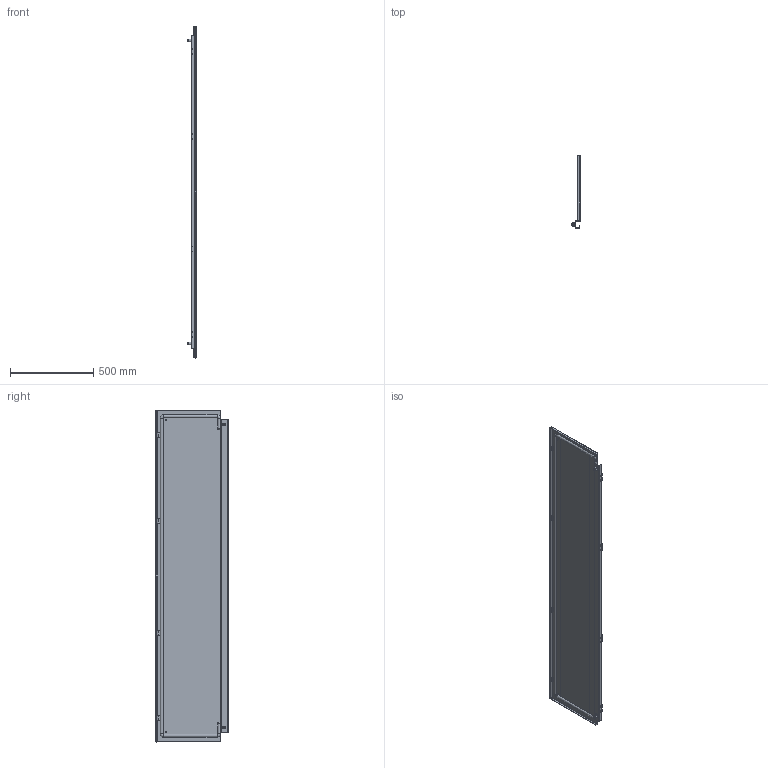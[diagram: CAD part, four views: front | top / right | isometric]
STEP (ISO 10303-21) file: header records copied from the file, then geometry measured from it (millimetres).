
FILE_DESCRIPTION(('CATIA V5 STEP Exchange'),'2;1');
FILE_NAME('ED2004SK.stp','2015-01-15T11:02:04+00:00',('none'),('none'),'CATIA Version 5 Release 20 SP 6 (IN-10)','CATIA V5 STEP AP203','none');
FILE_SCHEMA(('CONFIG_CONTROL_DESIGN'));
Length unit declared in the file: millimetre
Products named in the file (1): Assieme_porta_CB_cieca_2000x0400_IS2_estetico
Assembly tree (7 placements, depth 2):
  Assieme_porta_CB_cieca_2000x0400_IS2_estetico
    #58
    #4569  x4
    #5408  x2
Bounding box: 52 x 437.12 x 1996 mm (x, y, z)
Volume: 2355324.3 mm3; surface area: 2155836.8 mm2
Topology: 12 solids, 12 shells, 370 faces, 890 edges, 564 vertices
Faces by surface type: plane 203, cylinder 141, cone 12, torus 8, sphere 6
Entity records: 6806 total; most frequent: CARTESIAN_POINT 1291, ORIENTED_EDGE 1144, DIRECTION 977, EDGE_CURVE 572, AXIS2_PLACEMENT_3D 404, VERTEX_POINT 364, VECTOR 361, LINE 361
